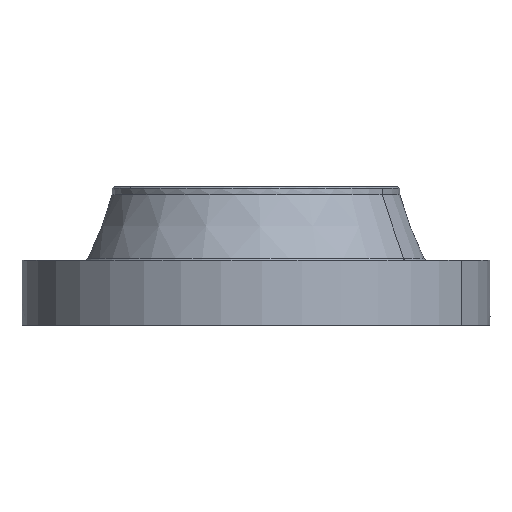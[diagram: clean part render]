
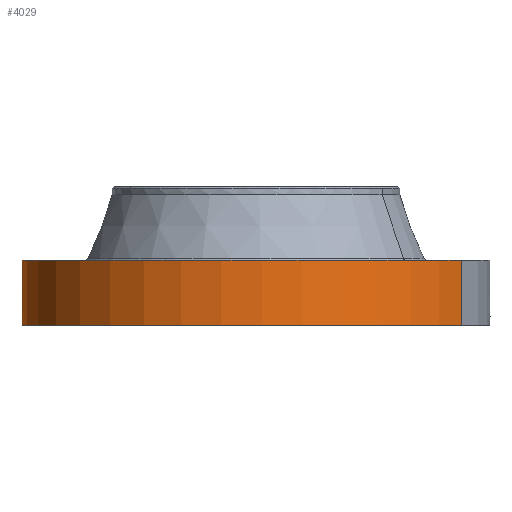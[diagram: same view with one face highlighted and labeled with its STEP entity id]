
A CAD part, left-side view. The second image highlights one B-rep face of the part: STEP entity #4029.
In plain terms, the highlighted cylindrical face has radius 222.25 mm (diameter 444.5 mm), a partial arc.
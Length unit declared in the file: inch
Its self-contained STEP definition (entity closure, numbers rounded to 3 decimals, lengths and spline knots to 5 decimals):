
#2927=AXIS2_PLACEMENT_3D('Circle Axis2P3D',#2925,#2926,$) ;
#3915=AXIS2_PLACEMENT_3D('Cylinder Axis2P3D',#3912,#3913,#3914) ;
#3919=AXIS2_PLACEMENT_3D('Circle Axis2P3D',#3917,#3918,$) ;
#2920=CARTESIAN_POINT('Vertex',(4.19497,7.67885,2.432)) ;
#2922=CARTESIAN_POINT('Vertex',(-4.19497,-7.67885,2.432)) ;
#2925=CARTESIAN_POINT('Axis2P3D Location',(0.,0.,2.432)) ;
#3912=CARTESIAN_POINT('Axis2P3D Location',(0.,0.,2.596)) ;
#3917=CARTESIAN_POINT('Axis2P3D Location',(0.,0.,0.)) ;
#3921=CARTESIAN_POINT('Vertex',(-4.19497,-7.67885,0.)) ;
#3923=CARTESIAN_POINT('Vertex',(4.19497,7.67885,0.)) ;
#3926=CARTESIAN_POINT('Line Origine',(-4.19497,-7.67885,1.216)) ;
#3931=CARTESIAN_POINT('Line Origine',(4.19497,7.67885,1.216)) ;
#3943=CARTESIAN_POINT('Control Point',(-0.05811,8.74981,1.09931)) ;
#3944=CARTESIAN_POINT('Control Point',(-0.03915,8.74993,1.10247)) ;
#3945=CARTESIAN_POINT('Control Point',(-0.01994,8.75,1.10408)) ;
#3946=CARTESIAN_POINT('Control Point',(-0.00072,8.75,1.10412)) ;
#3947=CARTESIAN_POINT('Vertex',(-0.05809,8.74981,1.09932)) ;
#3949=CARTESIAN_POINT('Vertex',(-0.00072,8.75,1.10412)) ;
#3953=CARTESIAN_POINT('Control Point',(-0.05809,8.74981,1.09931)) ;
#3954=CARTESIAN_POINT('Control Point',(-0.09749,8.74955,1.09448)) ;
#3955=CARTESIAN_POINT('Control Point',(-0.13613,8.74901,1.08247)) ;
#3956=CARTESIAN_POINT('Control Point',(-0.17161,8.74832,1.06416)) ;
#3957=CARTESIAN_POINT('Vertex',(-0.17161,8.74832,1.06416)) ;
#3961=CARTESIAN_POINT('Control Point',(-0.03027,8.74995,0.34113)) ;
#3962=CARTESIAN_POINT('Control Point',(-0.08651,8.74975,0.34829)) ;
#3963=CARTESIAN_POINT('Control Point',(-0.14116,8.74911,0.3659)) ;
#3964=CARTESIAN_POINT('Control Point',(-0.19148,8.74808,0.39347)) ;
#3965=CARTESIAN_POINT('Control Point',(-0.26459,8.74613,0.45288)) ;
#3966=CARTESIAN_POINT('Control Point',(-0.31653,8.74431,0.52921)) ;
#3967=CARTESIAN_POINT('Control Point',(-0.33358,8.74366,0.56188)) ;
#3968=CARTESIAN_POINT('Control Point',(-0.36898,8.74225,0.65404)) ;
#3969=CARTESIAN_POINT('Control Point',(-0.3751,8.74194,0.75268)) ;
#3970=CARTESIAN_POINT('Control Point',(-0.36695,8.74232,0.81433)) ;
#3971=CARTESIAN_POINT('Control Point',(-0.33364,8.74374,0.91229)) ;
#3972=CARTESIAN_POINT('Control Point',(-0.27097,8.74586,0.99272)) ;
#3973=CARTESIAN_POINT('Control Point',(-0.24123,8.74676,1.02147)) ;
#3974=CARTESIAN_POINT('Control Point',(-0.20777,8.74761,1.04551)) ;
#3975=CARTESIAN_POINT('Control Point',(-0.17161,8.74832,1.06416)) ;
#3976=CARTESIAN_POINT('Vertex',(-0.03027,8.74995,0.34113)) ;
#3980=CARTESIAN_POINT('Control Point',(-0.03027,8.74995,0.34113)) ;
#3981=CARTESIAN_POINT('Control Point',(-0.02017,8.74998,0.34087)) ;
#3982=CARTESIAN_POINT('Control Point',(-0.01007,8.75,0.34095)) ;
#3983=CARTESIAN_POINT('Control Point',(0.,8.75,0.34137)) ;
#3984=CARTESIAN_POINT('Vertex',(0.,8.75,0.34137)) ;
#3988=CARTESIAN_POINT('Control Point',(0.19328,8.74786,0.39621)) ;
#3989=CARTESIAN_POINT('Control Point',(0.14926,8.74884,0.37134)) ;
#3990=CARTESIAN_POINT('Control Point',(0.10117,8.74961,0.35354)) ;
#3991=CARTESIAN_POINT('Control Point',(0.05082,8.75,0.34353)) ;
#3992=CARTESIAN_POINT('Control Point',(0.,8.75,0.34137)) ;
#3993=CARTESIAN_POINT('Vertex',(0.19328,8.74786,0.39621)) ;
#3997=CARTESIAN_POINT('Control Point',(0.19328,8.74786,0.39621)) ;
#3998=CARTESIAN_POINT('Control Point',(0.22232,8.74722,0.41261)) ;
#3999=CARTESIAN_POINT('Control Point',(0.2497,8.7465,0.4319)) ;
#4000=CARTESIAN_POINT('Control Point',(0.27503,8.74572,0.45391)) ;
#4001=CARTESIAN_POINT('Control Point',(0.34196,8.74346,0.52555)) ;
#4002=CARTESIAN_POINT('Control Point',(0.38472,8.74158,0.61522)) ;
#4003=CARTESIAN_POINT('Control Point',(0.39982,8.74085,0.6796)) ;
#4004=CARTESIAN_POINT('Control Point',(0.40074,8.74085,0.7939)) ;
#4005=CARTESIAN_POINT('Control Point',(0.36068,8.74259,0.89863)) ;
#4006=CARTESIAN_POINT('Control Point',(0.33643,8.7436,0.9401)) ;
#4007=CARTESIAN_POINT('Control Point',(0.26754,8.74613,1.02399)) ;
#4008=CARTESIAN_POINT('Control Point',(0.1746,8.74851,1.07871)) ;
#4009=CARTESIAN_POINT('Control Point',(0.11743,8.74951,1.09858)) ;
#4010=CARTESIAN_POINT('Control Point',(0.05827,8.75,1.10701)) ;
#4011=CARTESIAN_POINT('Control Point',(-0.00003,8.75,1.10415)) ;
#4012=CARTESIAN_POINT('Vertex',(-0.00003,8.75,1.10415)) ;
#4016=CARTESIAN_POINT('Control Point',(-0.00072,8.75,1.10412)) ;
#4017=CARTESIAN_POINT('Control Point',(-0.00037,8.75,1.10414)) ;
#4018=CARTESIAN_POINT('Control Point',(-0.00003,8.75,1.10415)) ;
#2926=DIRECTION('Axis2P3D Direction',(0.,0.,-0.039)) ;
#3913=DIRECTION('Axis2P3D Direction',(0.,0.,-0.039)) ;
#3914=DIRECTION('Axis2P3D XDirection',(0.019,0.035,0.)) ;
#3918=DIRECTION('Axis2P3D Direction',(0.,0.,-0.039)) ;
#3927=DIRECTION('Vector Direction',(0.,0.,-0.039)) ;
#3932=DIRECTION('Vector Direction',(0.,0.,-0.039)) ;
#3928=VECTOR('Line Direction',#3927,0.03937) ;
#3933=VECTOR('Line Direction',#3932,0.03937) ;
#3937=ORIENTED_EDGE('',*,*,#3925,.F.) ;
#3938=ORIENTED_EDGE('',*,*,#3930,.T.) ;
#3939=ORIENTED_EDGE('',*,*,#2929,.T.) ;
#3940=ORIENTED_EDGE('',*,*,#3935,.F.) ;
#4021=ORIENTED_EDGE('',*,*,#3951,.F.) ;
#4022=ORIENTED_EDGE('',*,*,#3959,.T.) ;
#4023=ORIENTED_EDGE('',*,*,#3978,.F.) ;
#4024=ORIENTED_EDGE('',*,*,#3986,.T.) ;
#4025=ORIENTED_EDGE('',*,*,#3995,.F.) ;
#4026=ORIENTED_EDGE('',*,*,#4014,.T.) ;
#4027=ORIENTED_EDGE('',*,*,#4019,.F.) ;
#4028=FACE_BOUND('',#4020,.T.) ;
#4029=ADVANCED_FACE('PartBody',(#3941,#4028),#3916,.T.) ;
#3942=B_SPLINE_CURVE_WITH_KNOTS('',3,(#3943,#3944,#3945,#3946),.UNSPECIFIED.,.F.,.U.,(4,4),(4.38919,6.52136),.UNSPECIFIED.) ;
#3952=B_SPLINE_CURVE_WITH_KNOTS('',3,(#3953,#3954,#3955,#3956),.UNSPECIFIED.,.F.,.U.,(4,4),(0.,4.45945),.UNSPECIFIED.) ;
#3960=B_SPLINE_CURVE_WITH_KNOTS('',5,(#3961,#3962,#3963,#3964,#3965,#3966,#3967,#3968,#3969,#3970,#3971,#3972,#3973,#3974,#3975),.UNSPECIFIED.,.F.,.U.,(6,3,3,3,6),(0.,9.85389,16.43108,27.59417,35.1681),.UNSPECIFIED.) ;
#3979=B_SPLINE_CURVE_WITH_KNOTS('',3,(#3980,#3981,#3982,#3983),.UNSPECIFIED.,.F.,.U.,(4,4),(0.,1.05295),.UNSPECIFIED.) ;
#3987=B_SPLINE_CURVE_WITH_KNOTS('',4,(#3988,#3989,#3990,#3991,#3992),.UNSPECIFIED.,.F.,.U.,(5,5),(0.,7.08198),.UNSPECIFIED.) ;
#3996=B_SPLINE_CURVE_WITH_KNOTS('',5,(#3997,#3998,#3999,#4000,#4001,#4002,#4003,#4004,#4005,#4006,#4007,#4008,#4009,#4010,#4011),.UNSPECIFIED.,.F.,.U.,(6,3,3,3,6),(0.,5.83917,17.10077,25.56378,36.46078),.UNSPECIFIED.) ;
#4015=B_SPLINE_CURVE_WITH_KNOTS('',2,(#4016,#4017,#4018),.UNSPECIFIED.,.F.,.U.,(3,3),(1.04631,1.07211),.UNSPECIFIED.) ;
#2928=CIRCLE('generated circle',#2927,8.75) ;
#3920=CIRCLE('generated circle',#3919,8.75) ;
#3916=CYLINDRICAL_SURFACE('generated cylinder',#3915,8.75) ;
#2929=EDGE_CURVE('',#2923,#2921,#2928,.T.) ;
#3925=EDGE_CURVE('',#3922,#3924,#3920,.T.) ;
#3930=EDGE_CURVE('',#3922,#2923,#3929,.F.) ;
#3935=EDGE_CURVE('',#3924,#2921,#3934,.F.) ;
#3951=EDGE_CURVE('',#3948,#3950,#3942,.T.) ;
#3959=EDGE_CURVE('',#3948,#3958,#3952,.T.) ;
#3978=EDGE_CURVE('',#3977,#3958,#3960,.T.) ;
#3986=EDGE_CURVE('',#3977,#3985,#3979,.T.) ;
#3995=EDGE_CURVE('',#3994,#3985,#3987,.T.) ;
#4014=EDGE_CURVE('',#3994,#4013,#3996,.T.) ;
#4019=EDGE_CURVE('',#3950,#4013,#4015,.T.) ;
#3936=EDGE_LOOP('',(#3937,#3938,#3939,#3940)) ;
#4020=EDGE_LOOP('',(#4021,#4022,#4023,#4024,#4025,#4026,#4027)) ;
#3941=FACE_OUTER_BOUND('',#3936,.T.) ;
#3929=LINE('Line',#3926,#3928) ;
#3934=LINE('Line',#3931,#3933) ;
#2921=VERTEX_POINT('',#2920) ;
#2923=VERTEX_POINT('',#2922) ;
#3922=VERTEX_POINT('',#3921) ;
#3924=VERTEX_POINT('',#3923) ;
#3948=VERTEX_POINT('',#3947) ;
#3950=VERTEX_POINT('',#3949) ;
#3958=VERTEX_POINT('',#3957) ;
#3977=VERTEX_POINT('',#3976) ;
#3985=VERTEX_POINT('',#3984) ;
#3994=VERTEX_POINT('',#3993) ;
#4013=VERTEX_POINT('',#4012) ;
